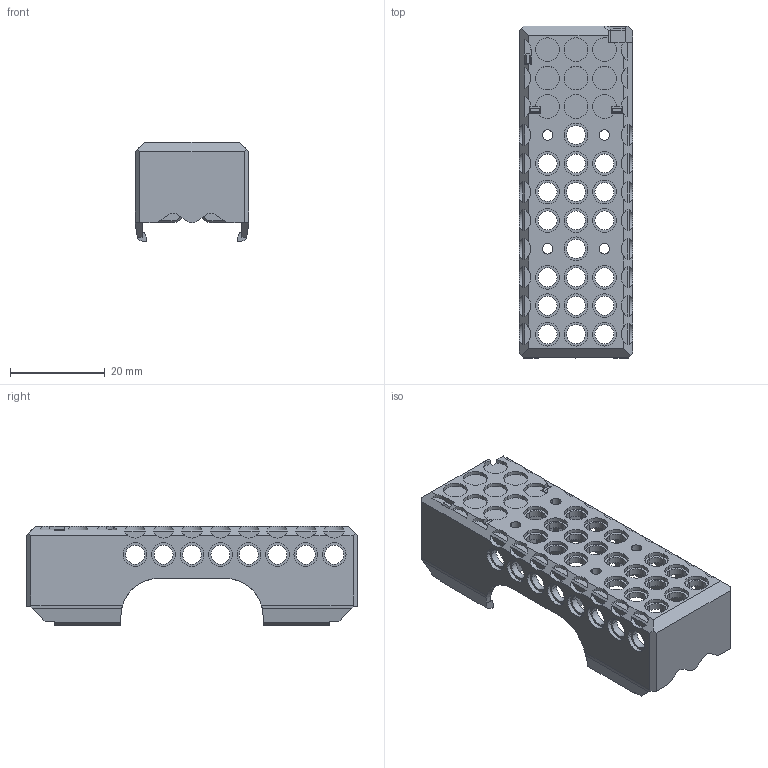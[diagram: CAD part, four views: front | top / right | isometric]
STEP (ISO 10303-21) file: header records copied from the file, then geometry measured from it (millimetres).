
FILE_DESCRIPTION (( 'STEP AP203' ), '1' );
FILE_NAME ('DARWIN-MINI_LBB-040.stp_Default_sldprt.STEP', '2020-09-23T18:11:21', ( '' ), ( '' ), 'SwSTEP 2.0', 'SolidWorks 2019', '' );
FILE_SCHEMA (( 'CONFIG_CONTROL_DESIGN' ));
Length unit declared in the file: millimetre
Products named in the file (1): DARWIN-MINI_LBB-040.stp_Default_sldprt
Bounding box: 24 x 70 x 21 mm (x, y, z)
Volume: 6996.5 mm3; surface area: 11486.6 mm2
Topology: 1 solids, 4 shells, 1159 faces, 3190 edges, 2067 vertices
Faces by surface type: plane 755, cylinder 360, cone 39, bspline 4, torus 1
Entity records: 37120 total; most frequent: CARTESIAN_POINT 6915, ORIENTED_EDGE 6362, DIRECTION 6143, EDGE_CURVE 3181, VECTOR 2301, LINE 2301, VERTEX_POINT 2067, AXIS2_PLACEMENT_3D 1921
